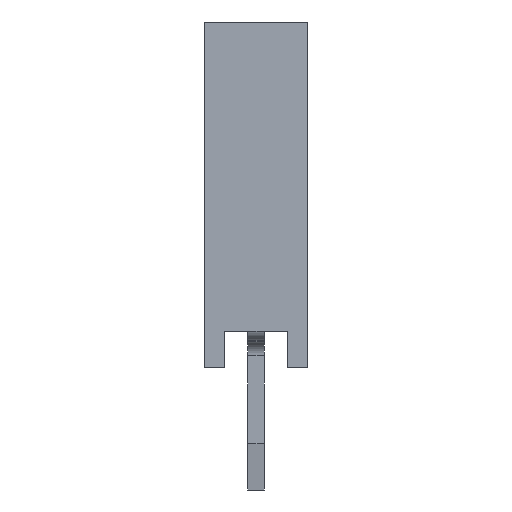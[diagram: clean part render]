
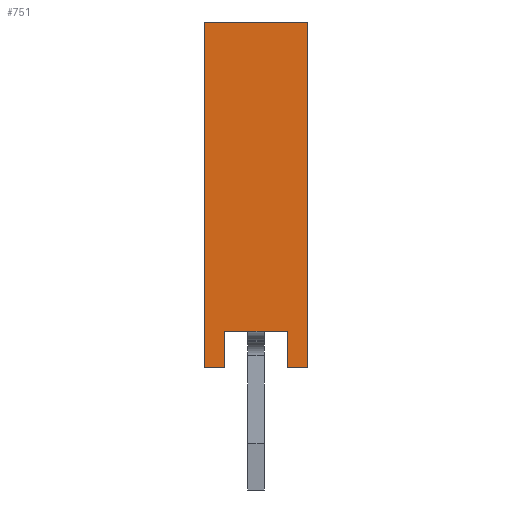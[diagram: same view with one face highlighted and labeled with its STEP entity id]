
A CAD part, left-side view. The second image highlights one B-rep face of the part: STEP entity #751.
In plain terms, the highlighted planar face has unit normal (-1, 0, 0).
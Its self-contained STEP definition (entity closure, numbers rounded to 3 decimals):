
#751=ADVANCED_FACE('',(#3573),#3575,.T.);
#3573=FACE_BOUND('',#3574,.T.);
#3574=EDGE_LOOP('',(#5850,#5851,#5852,#5853,#5854,#5855,#5856,#5857));
#3575=PLANE('',#3576);
#3576=AXIS2_PLACEMENT_3D('',#3577,#3578,#3579);
#3577=CARTESIAN_POINT('',(-1.67,0.,0.));
#3578=DIRECTION('',(-1.,0.,0.));
#3579=DIRECTION('',(0.,0.,-1.));
#5850=ORIENTED_EDGE('',*,*,#7581,.T.);
#5851=ORIENTED_EDGE('',*,*,#7544,.T.);
#5852=ORIENTED_EDGE('',*,*,#7551,.T.);
#5853=ORIENTED_EDGE('',*,*,#7548,.T.);
#5854=ORIENTED_EDGE('',*,*,#7585,.T.);
#5855=ORIENTED_EDGE('',*,*,#7653,.T.);
#5856=ORIENTED_EDGE('',*,*,#7654,.T.);
#5857=ORIENTED_EDGE('',*,*,#7595,.T.);
#7544=EDGE_CURVE('',#8457,#8455,#8458,.T.);
#7548=EDGE_CURVE('',#8465,#8463,#8466,.T.);
#7551=EDGE_CURVE('',#8455,#8465,#8469,.T.);
#7581=EDGE_CURVE('',#8528,#8457,#8529,.T.);
#7585=EDGE_CURVE('',#8463,#8533,#8535,.T.);
#7595=EDGE_CURVE('',#8553,#8528,#8554,.T.);
#7653=EDGE_CURVE('',#8533,#8665,#8667,.T.);
#7654=EDGE_CURVE('',#8665,#8553,#8668,.T.);
#8455=VERTEX_POINT('',#9955);
#8457=VERTEX_POINT('',#9959);
#8458=LINE('',#9960,#9961);
#8463=VERTEX_POINT('',#9971);
#8465=VERTEX_POINT('',#9975);
#8466=LINE('',#9976,#9977);
#8469=LINE('',#9985,#9986);
#8528=VERTEX_POINT('',#10104);
#8529=LINE('',#10105,#10106);
#8533=VERTEX_POINT('',#10115);
#8535=LINE('',#10119,#10120);
#8553=VERTEX_POINT('',#10157);
#8554=LINE('',#10158,#10159);
#8665=VERTEX_POINT('',#10383);
#8667=LINE('',#10387,#10388);
#8668=LINE('',#10390,#10391);
#9955=CARTESIAN_POINT('',(-1.67,-1.27,8.5));
#9959=CARTESIAN_POINT('',(-1.67,-1.27,0.));
#9960=CARTESIAN_POINT('',(-1.67,-1.27,0.));
#9961=VECTOR('',#9962,1.);
#9962=DIRECTION('',(0.,0.,1.));
#9971=CARTESIAN_POINT('',(-1.67,1.27,0.));
#9975=CARTESIAN_POINT('',(-1.67,1.27,8.5));
#9976=CARTESIAN_POINT('',(-1.67,1.27,8.5));
#9977=VECTOR('',#9978,1.);
#9978=DIRECTION('',(0.,0.,-1.));
#9985=CARTESIAN_POINT('',(-1.67,-1.27,8.5));
#9986=VECTOR('',#9987,1.);
#9987=DIRECTION('',(0.,1.,0.));
#10104=CARTESIAN_POINT('',(-1.67,-0.77,0.));
#10105=CARTESIAN_POINT('',(-1.67,-0.77,0.));
#10106=VECTOR('',#10107,1.);
#10107=DIRECTION('',(0.,-1.,0.));
#10115=CARTESIAN_POINT('',(-1.67,0.77,0.));
#10119=CARTESIAN_POINT('',(-1.67,1.27,0.));
#10120=VECTOR('',#10121,1.);
#10121=DIRECTION('',(0.,-1.,0.));
#10157=CARTESIAN_POINT('',(-1.67,-0.77,0.9));
#10158=CARTESIAN_POINT('',(-1.67,-0.77,0.9));
#10159=VECTOR('',#10160,1.);
#10160=DIRECTION('',(0.,0.,-1.));
#10383=CARTESIAN_POINT('',(-1.67,0.77,0.9));
#10387=CARTESIAN_POINT('',(-1.67,0.77,0.));
#10388=VECTOR('',#10389,1.);
#10389=DIRECTION('',(0.,0.,1.));
#10390=CARTESIAN_POINT('',(-1.67,0.77,0.9));
#10391=VECTOR('',#10392,1.);
#10392=DIRECTION('',(0.,-1.,0.));
